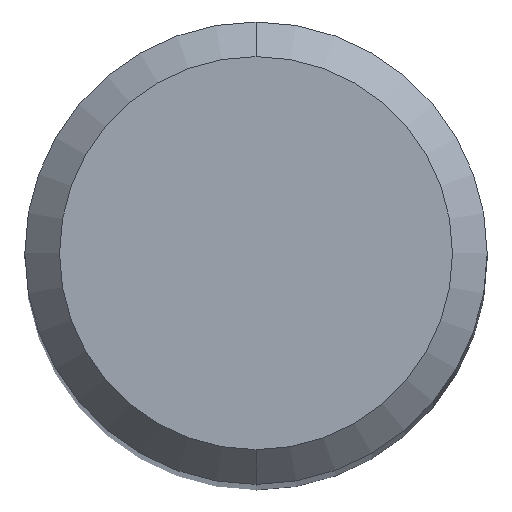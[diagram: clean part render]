
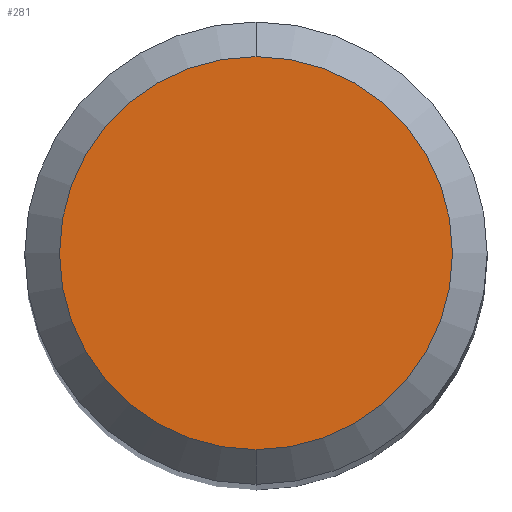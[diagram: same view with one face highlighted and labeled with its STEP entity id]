
A CAD part, top view. The second image highlights one B-rep face of the part: STEP entity #281.
In plain terms, the highlighted planar face has unit normal (0, 0, 1).
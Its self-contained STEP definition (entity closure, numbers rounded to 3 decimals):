
#281=ADVANCED_FACE('',(#647),#648,.T.);
#355=VERTEX_POINT('',#729);
#373=VERTEX_POINT('',#748);
#375=EDGE_CURVE('',#355,#373,#750,.T.);
#419=EDGE_CURVE('',#373,#355,#799,.T.);
#647=FACE_OUTER_BOUND('',#1144,.T.);
#648=PLANE('',#1145);
#729=CARTESIAN_POINT('',(0.0,1.7,0.0));
#748=CARTESIAN_POINT('',(0.,-1.7,0.0));
#750=CIRCLE('',#1345,1.7);
#799=CIRCLE('',#1421,1.7);
#1144=EDGE_LOOP('',(#1756,#1757));
#1145=AXIS2_PLACEMENT_3D('',#1758,#1759,#1760);
#1345=AXIS2_PLACEMENT_3D('',#1855,#1856,#1857);
#1421=AXIS2_PLACEMENT_3D('',#1914,#1915,#1916);
#1756=ORIENTED_EDGE('',*,*,#375,.F.);
#1757=ORIENTED_EDGE('',*,*,#419,.F.);
#1758=CARTESIAN_POINT('',(0.0,0.85,0.0));
#1759=DIRECTION('',(-0.0,0.0,1.0));
#1760=DIRECTION('',(0.0,-1.0,0.0));
#1855=CARTESIAN_POINT('',(0.0,0.0,0.0));
#1856=DIRECTION('',(0.0,0.0,-1.0));
#1857=DIRECTION('',(0.0,1.0,0.0));
#1914=CARTESIAN_POINT('',(0.0,0.0,0.0));
#1915=DIRECTION('',(0.0,0.0,-1.0));
#1916=DIRECTION('',(0.0,1.0,0.0));
